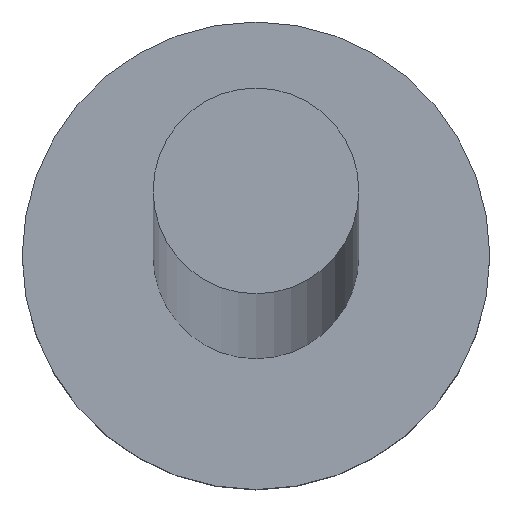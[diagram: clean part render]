
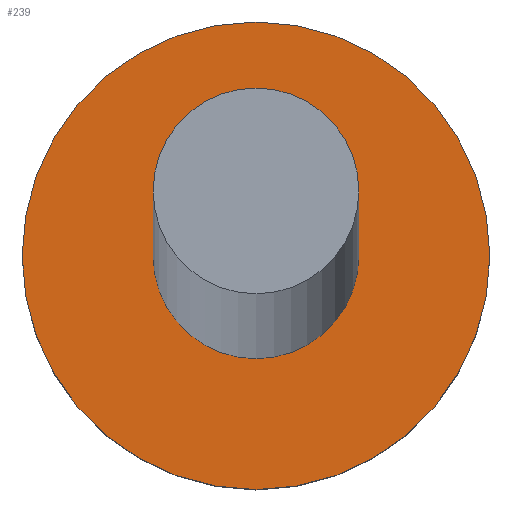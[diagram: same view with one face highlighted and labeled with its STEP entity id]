
A CAD part, top view. The second image highlights one B-rep face of the part: STEP entity #239.
In plain terms, the highlighted planar face has unit normal (0, 0, 1).
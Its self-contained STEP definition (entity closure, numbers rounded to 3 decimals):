
#3 = AXIS2_PLACEMENT_3D ( 'NONE', #98, #168, #76 ) ;
#4 = CARTESIAN_POINT ( 'NONE',  ( 0., 0., 1.2 ) ) ;
#5 = ORIENTED_EDGE ( 'NONE', *, *, #52, .T. ) ;
#18 = CARTESIAN_POINT ( 'NONE',  ( -0.55, 0., 1.2 ) ) ;
#21 = EDGE_LOOP ( 'NONE', ( #5, #138 ) ) ;
#43 = AXIS2_PLACEMENT_3D ( 'NONE', #215, #172, #229 ) ;
#48 = DIRECTION ( 'NONE',  ( 0., 0., 1. ) ) ;
#52 = EDGE_CURVE ( 'NONE', #126, #194, #77, .T. ) ;
#54 = PLANE ( 'NONE',  #43 ) ;
#60 = EDGE_CURVE ( 'NONE', #241, #102, #233, .T. ) ;
#64 = CARTESIAN_POINT ( 'NONE',  ( 0.55, 0., 1.2 ) ) ;
#76 = DIRECTION ( 'NONE',  ( 1., 0., 0. ) ) ;
#77 = CIRCLE ( 'NONE', #221, 1.25 ) ;
#86 = EDGE_CURVE ( 'NONE', #102, #241, #254, .T. ) ;
#90 = DIRECTION ( 'NONE',  ( 0., 0., 1. ) ) ;
#98 = CARTESIAN_POINT ( 'NONE',  ( 0., 0., 1.2 ) ) ;
#101 = CARTESIAN_POINT ( 'NONE',  ( -1.25, 0., 1.2 ) ) ;
#102 = VERTEX_POINT ( 'NONE', #64 ) ;
#114 = AXIS2_PLACEMENT_3D ( 'NONE', #238, #48, #206 ) ;
#117 = CIRCLE ( 'NONE', #3, 1.25 ) ;
#121 = ORIENTED_EDGE ( 'NONE', *, *, #86, .F. ) ;
#126 = VERTEX_POINT ( 'NONE', #101 ) ;
#134 = FACE_OUTER_BOUND ( 'NONE', #21, .T. ) ;
#137 = FACE_BOUND ( 'NONE', #198, .T. ) ;
#138 = ORIENTED_EDGE ( 'NONE', *, *, #175, .T. ) ;
#141 = DIRECTION ( 'NONE',  ( 1., 0., 0. ) ) ;
#156 = CARTESIAN_POINT ( 'NONE',  ( 0., 0., 1.2 ) ) ;
#159 = DIRECTION ( 'NONE',  ( 1., 0., 0. ) ) ;
#168 = DIRECTION ( 'NONE',  ( 0., 0., 1. ) ) ;
#171 = AXIS2_PLACEMENT_3D ( 'NONE', #156, #235, #141 ) ;
#172 = DIRECTION ( 'NONE',  ( 0., 0., 1. ) ) ;
#175 = EDGE_CURVE ( 'NONE', #194, #126, #117, .T. ) ;
#194 = VERTEX_POINT ( 'NONE', #250 ) ;
#198 = EDGE_LOOP ( 'NONE', ( #214, #121 ) ) ;
#206 = DIRECTION ( 'NONE',  ( 1., 0., 0. ) ) ;
#214 = ORIENTED_EDGE ( 'NONE', *, *, #60, .F. ) ;
#215 = CARTESIAN_POINT ( 'NONE',  ( 0., 0., 1.2 ) ) ;
#221 = AXIS2_PLACEMENT_3D ( 'NONE', #4, #90, #159 ) ;
#229 = DIRECTION ( 'NONE',  ( 1., 0., 0. ) ) ;
#233 = CIRCLE ( 'NONE', #114, 0.55 ) ;
#235 = DIRECTION ( 'NONE',  ( 0., 0., 1. ) ) ;
#238 = CARTESIAN_POINT ( 'NONE',  ( 0., 0., 1.2 ) ) ;
#239 = ADVANCED_FACE ( 'NONE', ( #137, #134 ), #54, .T. ) ;
#241 = VERTEX_POINT ( 'NONE', #18 ) ;
#250 = CARTESIAN_POINT ( 'NONE',  ( 1.25, 0., 1.2 ) ) ;
#254 = CIRCLE ( 'NONE', #171, 0.55 ) ;
